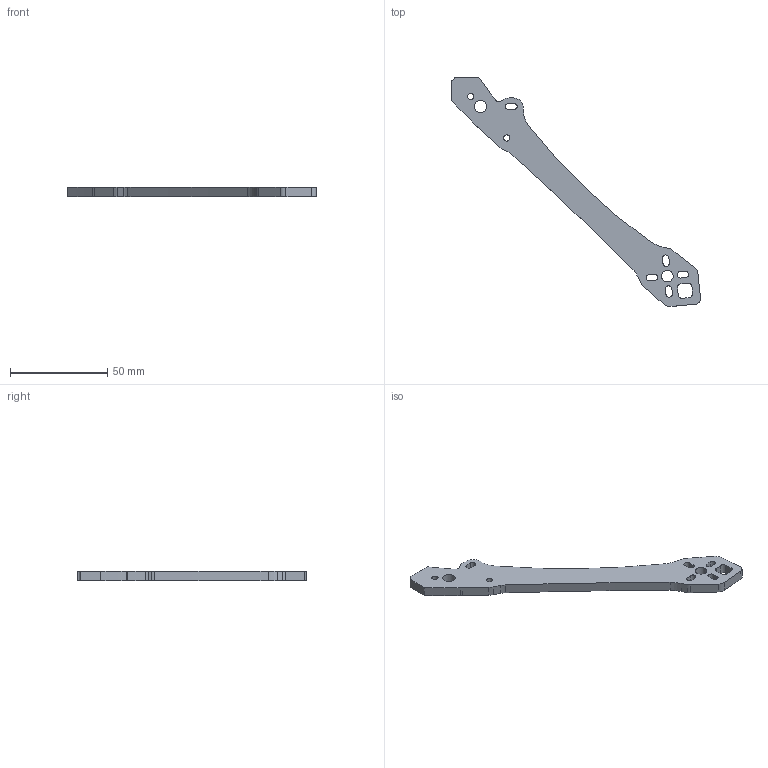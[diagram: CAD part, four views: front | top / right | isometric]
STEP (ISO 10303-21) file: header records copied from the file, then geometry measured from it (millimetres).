
FILE_DESCRIPTION(/* description */ (''),/* implementation_level */ '2;1');
FILE_NAME(/* name */ 'Rear DC6.step',/* time_stamp */ '2023-12-06T15:13:15+01:00',/* author */ (''),/* organization */ (''),/* preprocessor_version */ 'ST-DEVELOPER v20',/* originating_system */ 'Autodesk Translation Framework v12.14.0.127',/* authorisation */ '');
FILE_SCHEMA (('AUTOMOTIVE_DESIGN { 1 0 10303 214 3 1 1 }'));
Length unit declared in the file: millimetre
Products named in the file (1): DC 6 LR
Bounding box: 128.44 x 118.09 x 5 mm (x, y, z)
Volume: 13087.8 mm3; surface area: 7910.6 mm2
Topology: 1 solids, 1 shells, 67 faces, 195 edges, 130 vertices
Faces by surface type: cylinder 38, plane 29
Full cylindrical faces by diameter (mm): 3.2 x2, 6 x1, 6.5 x1
Entity records: 2327 total; most frequent: DIRECTION 407, CARTESIAN_POINT 393, ORIENTED_EDGE 390, EDGE_CURVE 195, AXIS2_PLACEMENT_3D 144, VERTEX_POINT 130, LINE 119, VECTOR 119
